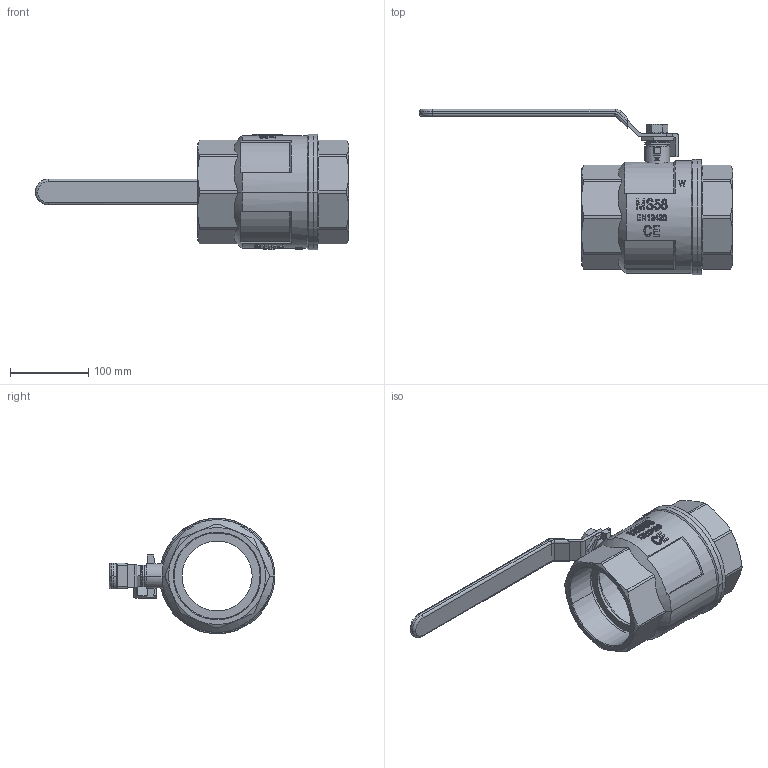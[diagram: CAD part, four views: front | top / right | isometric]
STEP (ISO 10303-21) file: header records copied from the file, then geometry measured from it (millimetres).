
FILE_DESCRIPTION(/* description */ ('Unknown','CAx-IF Rec.Pracs.---Representation and Presentation of Product Manufacturing Information (PMI)---4.0---2014-10-13','CAx-IF Rec.Pracs.---3D Tessellated Geometry---0.4---2014-09-14','2;1'),/* implementation_level */ '2;1');
FILE_NAME(/* name */ '600-12',/* time_stamp */ '2023-09-12T10:41:09+02:00',/* author */ ('Unknown'),/* organization */ ('Unknown'),/* preprocessor_version */ 'ST-DEVELOPER v18.102',/* originating_system */ 'Solid Edge',/* authorisation */ 'Unknown');
FILE_SCHEMA (('AP242_MANAGED_MODEL_BASED_3D_ENGINEERING_MIM_LF { 1 0 10303 442 1 1 4 }'));
Products named in the file (11): 600-4-Zusammenbau; 600-4-Einschraubteil; 600-4-Kunsstoffbezug; 600-4-Körper; 600-4-Mutter; 600-4-O-Ring; 600-4-Spindel; 600-4-Stahlgriff; 600-4-Stahlgriff2; 600-4-Stopfbuchse
Assembly tree (10 placements, depth 3):
  600-4-Zusammenbau
    600-4-Einschraubteil
    600-4-Kunsstoffbezug
    600-4-Körper
    600-4-Mutter
    600-4-O-Ring
    600-4-Spindel
    600-4-Stahlgriff
      600-4-Stahlgriff
    600-4-Stahlgriff2
    600-4-Stopfbuchse
Bounding box: 400.5 x 211.75 x 147.5 mm (x, y, z)
Volume: 737834.1 mm3; surface area: 286841.6 mm2
Topology: 9 solids, 9 shells, 1377 faces, 3758 edges, 2461 vertices
Faces by surface type: plane 1071, cylinder 202, cone 80, torus 22, sphere 2
Entity records: 60204 total; most frequent: CARTESIAN_POINT 14572, DIRECTION 8357, ORIENTED_EDGE 7516, EDGE_CURVE 3758, AXIS2_PLACEMENT_3D 3410, VERTEX_POINT 2461, LINE 1537, VECTOR 1537
